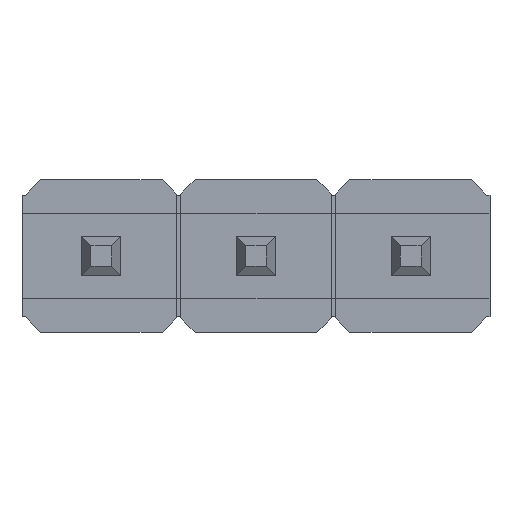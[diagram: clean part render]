
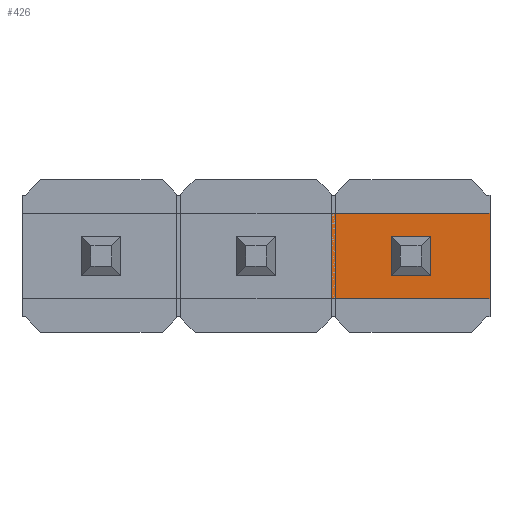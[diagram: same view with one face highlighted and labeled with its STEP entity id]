
A CAD part, front view. The second image highlights one B-rep face of the part: STEP entity #426.
In plain terms, the highlighted planar face has unit normal (0, -1, 0).
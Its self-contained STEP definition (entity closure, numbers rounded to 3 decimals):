
#95 = CARTESIAN_POINT ( 'NONE',  ( -1.3, 0.6, -0.7 ) ) ;
#136 = LINE ( 'NONE', #329, #1116 ) ;
#137 = VECTOR ( 'NONE', #2229, 1000. ) ;
#157 = VECTOR ( 'NONE', #2029, 1000. ) ;
#194 = EDGE_CURVE ( 'NONE', #280, #2848, #1740, .T. ) ;
#280 = VERTEX_POINT ( 'NONE', #1790 ) ;
#281 = EDGE_CURVE ( 'NONE', #1265, #2848, #1288, .T. ) ;
#303 = LINE ( 'NONE', #2750, #137 ) ;
#329 = CARTESIAN_POINT ( 'NONE',  ( -1.3, 0.6, 0.7 ) ) ;
#335 = EDGE_LOOP ( 'NONE', ( #2584, #1553, #2010, #2550 ) ) ;
#339 = LINE ( 'NONE', #95, #157 ) ;
#409 = CARTESIAN_POINT ( 'NONE',  ( 1.3, 0.6, 0.7 ) ) ;
#411 = VECTOR ( 'NONE', #1304, 1000. ) ;
#426 = ADVANCED_FACE ( 'NONE', ( #2609, #1858 ), #2072, .F. ) ;
#435 = CARTESIAN_POINT ( 'NONE',  ( 0.32, 0.6, 0.32 ) ) ;
#481 = CARTESIAN_POINT ( 'NONE',  ( -0.32, 0.6, -0.32 ) ) ;
#555 = CARTESIAN_POINT ( 'NONE',  ( -1.3, 0.6, 0.32 ) ) ;
#578 = EDGE_CURVE ( 'NONE', #1840, #1595, #339, .T. ) ;
#588 = VECTOR ( 'NONE', #3038, 1000. ) ;
#628 = LINE ( 'NONE', #2338, #726 ) ;
#694 = CARTESIAN_POINT ( 'NONE',  ( -0.32, 0.6, 0.7 ) ) ;
#703 = CARTESIAN_POINT ( 'NONE',  ( -1.3, 0.6, -0.7 ) ) ;
#726 = VECTOR ( 'NONE', #2600, 1000. ) ;
#809 = EDGE_CURVE ( 'NONE', #280, #2983, #2376, .T. ) ;
#855 = VERTEX_POINT ( 'NONE', #409 ) ;
#883 = CARTESIAN_POINT ( 'NONE',  ( 0.32, 0.6, -0.32 ) ) ;
#968 = ORIENTED_EDGE ( 'NONE', *, *, #578, .T. ) ;
#1116 = VECTOR ( 'NONE', #3046, 1000. ) ;
#1183 = CARTESIAN_POINT ( 'NONE',  ( -1.3, 0.6, 0.7 ) ) ;
#1227 = EDGE_CURVE ( 'NONE', #2983, #1265, #628, .T. ) ;
#1265 = VERTEX_POINT ( 'NONE', #883 ) ;
#1270 = DIRECTION ( 'NONE',  ( 1., 0., 0. ) ) ;
#1288 = LINE ( 'NONE', #2242, #411 ) ;
#1304 = DIRECTION ( 'NONE',  ( 0., 0., 1. ) ) ;
#1450 = EDGE_CURVE ( 'NONE', #1595, #855, #303, .T. ) ;
#1553 = ORIENTED_EDGE ( 'NONE', *, *, #194, .T. ) ;
#1595 = VERTEX_POINT ( 'NONE', #2818 ) ;
#1665 = DIRECTION ( 'NONE',  ( 0., 0., -1. ) ) ;
#1679 = AXIS2_PLACEMENT_3D ( 'NONE', #1183, #2552, #3069 ) ;
#1740 = LINE ( 'NONE', #555, #2330 ) ;
#1764 = CARTESIAN_POINT ( 'NONE',  ( -1.3, 0.6, 0.7 ) ) ;
#1790 = CARTESIAN_POINT ( 'NONE',  ( -0.32, 0.6, 0.32 ) ) ;
#1840 = VERTEX_POINT ( 'NONE', #703 ) ;
#1858 = FACE_OUTER_BOUND ( 'NONE', #1998, .T. ) ;
#1861 = LINE ( 'NONE', #2126, #588 ) ;
#1897 = EDGE_CURVE ( 'NONE', #2362, #855, #136, .T. ) ;
#1998 = EDGE_LOOP ( 'NONE', ( #2109, #2015, #968, #2470 ) ) ;
#2010 = ORIENTED_EDGE ( 'NONE', *, *, #281, .F. ) ;
#2015 = ORIENTED_EDGE ( 'NONE', *, *, #2830, .F. ) ;
#2029 = DIRECTION ( 'NONE',  ( 1., 0., 0. ) ) ;
#2072 = PLANE ( 'NONE',  #1679 ) ;
#2109 = ORIENTED_EDGE ( 'NONE', *, *, #1897, .F. ) ;
#2126 = CARTESIAN_POINT ( 'NONE',  ( -1.3, 0.6, 0.7 ) ) ;
#2225 = VECTOR ( 'NONE', #1665, 1000. ) ;
#2229 = DIRECTION ( 'NONE',  ( 0., 0., 1. ) ) ;
#2242 = CARTESIAN_POINT ( 'NONE',  ( 0.32, 0.6, 0.7 ) ) ;
#2330 = VECTOR ( 'NONE', #1270, 1000. ) ;
#2338 = CARTESIAN_POINT ( 'NONE',  ( -1.3, 0.6, -0.32 ) ) ;
#2362 = VERTEX_POINT ( 'NONE', #1764 ) ;
#2376 = LINE ( 'NONE', #694, #2225 ) ;
#2470 = ORIENTED_EDGE ( 'NONE', *, *, #1450, .T. ) ;
#2550 = ORIENTED_EDGE ( 'NONE', *, *, #1227, .F. ) ;
#2552 = DIRECTION ( 'NONE',  ( 0., 1., 0. ) ) ;
#2584 = ORIENTED_EDGE ( 'NONE', *, *, #809, .F. ) ;
#2600 = DIRECTION ( 'NONE',  ( 1., 0., 0. ) ) ;
#2609 = FACE_BOUND ( 'NONE', #335, .T. ) ;
#2750 = CARTESIAN_POINT ( 'NONE',  ( 1.3, 0.6, 0.7 ) ) ;
#2818 = CARTESIAN_POINT ( 'NONE',  ( 1.3, 0.6, -0.7 ) ) ;
#2830 = EDGE_CURVE ( 'NONE', #1840, #2362, #1861, .T. ) ;
#2848 = VERTEX_POINT ( 'NONE', #435 ) ;
#2983 = VERTEX_POINT ( 'NONE', #481 ) ;
#3038 = DIRECTION ( 'NONE',  ( 0., 0., 1. ) ) ;
#3046 = DIRECTION ( 'NONE',  ( 1., 0., 0. ) ) ;
#3069 = DIRECTION ( 'NONE',  ( 0., 0., 1. ) ) ;
